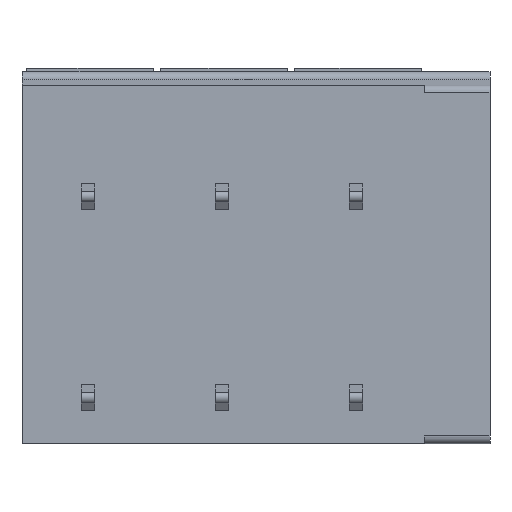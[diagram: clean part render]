
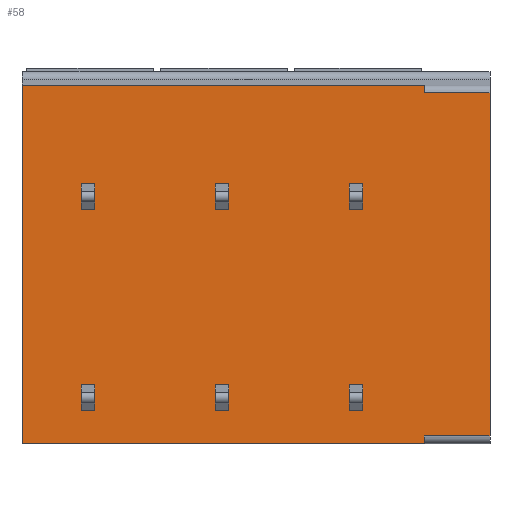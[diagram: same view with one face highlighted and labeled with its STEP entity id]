
A CAD part, front view. The second image highlights one B-rep face of the part: STEP entity #58.
In plain terms, the highlighted planar face has unit normal (0, -1, 0).
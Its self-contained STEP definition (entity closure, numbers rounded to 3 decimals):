
#58=ADVANCED_FACE('3581',(#286,#287,#288,#289,#290,#291,#292),#293,.T.);
#286=FACE_OUTER_BOUND('',#718,.T.);
#287=FACE_BOUND('',#719,.T.);
#288=FACE_BOUND('',#720,.T.);
#289=FACE_BOUND('',#721,.T.);
#290=FACE_BOUND('',#722,.T.);
#291=FACE_BOUND('',#723,.T.);
#292=FACE_BOUND('',#724,.T.);
#293=PLANE('',#725);
#718=EDGE_LOOP('',(#1240,#1241,#1242,#1243,#1244,#1245,#1246,#1247));
#719=EDGE_LOOP('',(#1248,#1249,#1250,#1251));
#720=EDGE_LOOP('',(#1252,#1253,#1254,#1255));
#721=EDGE_LOOP('',(#1256,#1257,#1258,#1259));
#722=EDGE_LOOP('',(#1260,#1261,#1262,#1263));
#723=EDGE_LOOP('',(#1264,#1265,#1266,#1267));
#724=EDGE_LOOP('',(#1268,#1269,#1270,#1271));
#725=AXIS2_PLACEMENT_3D('',#1272,#1273,#1274);
#1240=ORIENTED_EDGE('',*,*,#2860,.F.);
#1241=ORIENTED_EDGE('',*,*,#2908,.T.);
#1242=ORIENTED_EDGE('',*,*,#2909,.F.);
#1243=ORIENTED_EDGE('',*,*,#2910,.T.);
#1244=ORIENTED_EDGE('',*,*,#2911,.T.);
#1245=ORIENTED_EDGE('',*,*,#2912,.T.);
#1246=ORIENTED_EDGE('',*,*,#2913,.F.);
#1247=ORIENTED_EDGE('',*,*,#2914,.T.);
#1248=ORIENTED_EDGE('',*,*,#2915,.F.);
#1249=ORIENTED_EDGE('',*,*,#2916,.F.);
#1250=ORIENTED_EDGE('',*,*,#2917,.T.);
#1251=ORIENTED_EDGE('',*,*,#2918,.T.);
#1252=ORIENTED_EDGE('',*,*,#2919,.F.);
#1253=ORIENTED_EDGE('',*,*,#2920,.T.);
#1254=ORIENTED_EDGE('',*,*,#2921,.T.);
#1255=ORIENTED_EDGE('',*,*,#2922,.F.);
#1256=ORIENTED_EDGE('',*,*,#2923,.F.);
#1257=ORIENTED_EDGE('',*,*,#2924,.F.);
#1258=ORIENTED_EDGE('',*,*,#2925,.T.);
#1259=ORIENTED_EDGE('',*,*,#2926,.T.);
#1260=ORIENTED_EDGE('',*,*,#2927,.F.);
#1261=ORIENTED_EDGE('',*,*,#2928,.T.);
#1262=ORIENTED_EDGE('',*,*,#2929,.T.);
#1263=ORIENTED_EDGE('',*,*,#2930,.F.);
#1264=ORIENTED_EDGE('',*,*,#2931,.F.);
#1265=ORIENTED_EDGE('',*,*,#2932,.T.);
#1266=ORIENTED_EDGE('',*,*,#2933,.T.);
#1267=ORIENTED_EDGE('',*,*,#2934,.F.);
#1268=ORIENTED_EDGE('',*,*,#2935,.F.);
#1269=ORIENTED_EDGE('',*,*,#2936,.F.);
#1270=ORIENTED_EDGE('',*,*,#2937,.T.);
#1271=ORIENTED_EDGE('',*,*,#2938,.T.);
#1272=CARTESIAN_POINT('',(0.08,0.0,-12.97));
#1273=DIRECTION('',(0.0,-1.0,0.0));
#1274=DIRECTION('',(0.0,0.0,-1.0));
#2860=EDGE_CURVE('3781',#3430,#3432,#3433,.T.);
#2908=EDGE_CURVE('4313',#3430,#3518,#3520,.T.);
#2909=EDGE_CURVE('4171',#3521,#3518,#3522,.T.);
#2910=EDGE_CURVE('4175',#3521,#3523,#3524,.T.);
#2911=EDGE_CURVE('4119',#3523,#3525,#3526,.T.);
#2912=EDGE_CURVE('4176',#3525,#3527,#3528,.T.);
#2913=EDGE_CURVE('4172',#3529,#3527,#3530,.T.);
#2914=EDGE_CURVE('4318',#3529,#3432,#3531,.T.);
#2915=EDGE_CURVE('4182',#3532,#3533,#3534,.T.);
#2916=EDGE_CURVE('4185',#3535,#3532,#3536,.T.);
#2917=EDGE_CURVE('4181',#3535,#3537,#3538,.T.);
#2918=EDGE_CURVE('4179',#3537,#3533,#3539,.T.);
#2919=EDGE_CURVE('4184',#3540,#3541,#3542,.T.);
#2920=EDGE_CURVE('4183',#3540,#3543,#3544,.T.);
#2921=EDGE_CURVE('4180',#3543,#3545,#3546,.T.);
#2922=EDGE_CURVE('4178',#3541,#3545,#3547,.T.);
#2923=EDGE_CURVE('4289',#3548,#3549,#3550,.T.);
#2924=EDGE_CURVE('4292',#3551,#3548,#3552,.T.);
#2925=EDGE_CURVE('4288',#3551,#3553,#3554,.T.);
#2926=EDGE_CURVE('4286',#3553,#3549,#3555,.T.);
#2927=EDGE_CURVE('4291',#3556,#3557,#3558,.T.);
#2928=EDGE_CURVE('4290',#3556,#3559,#3560,.T.);
#2929=EDGE_CURVE('4287',#3559,#3561,#3562,.T.);
#2930=EDGE_CURVE('4285',#3557,#3561,#3563,.T.);
#2931=EDGE_CURVE('4012',#3564,#3565,#3566,.T.);
#2932=EDGE_CURVE('4011',#3564,#3567,#3568,.T.);
#2933=EDGE_CURVE('4008',#3567,#3569,#3570,.T.);
#2934=EDGE_CURVE('4006',#3565,#3569,#3571,.T.);
#2935=EDGE_CURVE('4010',#3572,#3573,#3574,.T.);
#2936=EDGE_CURVE('4013',#3575,#3572,#3576,.T.);
#2937=EDGE_CURVE('4009',#3575,#3577,#3578,.T.);
#2938=EDGE_CURVE('4007',#3577,#3573,#3579,.T.);
#3430=VERTEX_POINT('',#4344);
#3432=VERTEX_POINT('',#4347);
#3433=LINE('',#4348,#4349);
#3518=VERTEX_POINT('',#4469);
#3520=LINE('',#4472,#4473);
#3521=VERTEX_POINT('',#4474);
#3522=LINE('',#4475,#4476);
#3523=VERTEX_POINT('',#4477);
#3524=LINE('',#4478,#4479);
#3525=VERTEX_POINT('',#4480);
#3526=LINE('',#4481,#4482);
#3527=VERTEX_POINT('',#4483);
#3528=LINE('',#4484,#4485);
#3529=VERTEX_POINT('',#4486);
#3530=LINE('',#4487,#4488);
#3531=LINE('',#4489,#4490);
#3532=VERTEX_POINT('',#4491);
#3533=VERTEX_POINT('',#4492);
#3534=LINE('',#4493,#4494);
#3535=VERTEX_POINT('',#4495);
#3536=LINE('',#4496,#4497);
#3537=VERTEX_POINT('',#4498);
#3538=LINE('',#4499,#4500);
#3539=LINE('',#4501,#4502);
#3540=VERTEX_POINT('',#4503);
#3541=VERTEX_POINT('',#4504);
#3542=LINE('',#4505,#4506);
#3543=VERTEX_POINT('',#4507);
#3544=LINE('',#4508,#4509);
#3545=VERTEX_POINT('',#4510);
#3546=LINE('',#4511,#4512);
#3547=LINE('',#4513,#4514);
#3548=VERTEX_POINT('',#4515);
#3549=VERTEX_POINT('',#4516);
#3550=LINE('',#4517,#4518);
#3551=VERTEX_POINT('',#4519);
#3552=LINE('',#4520,#4521);
#3553=VERTEX_POINT('',#4522);
#3554=LINE('',#4523,#4524);
#3555=LINE('',#4525,#4526);
#3556=VERTEX_POINT('',#4527);
#3557=VERTEX_POINT('',#4528);
#3558=LINE('',#4529,#4530);
#3559=VERTEX_POINT('',#4531);
#3560=LINE('',#4532,#4533);
#3561=VERTEX_POINT('',#4534);
#3562=LINE('',#4535,#4536);
#3563=LINE('',#4537,#4538);
#3564=VERTEX_POINT('',#4539);
#3565=VERTEX_POINT('',#4540);
#3566=LINE('',#4541,#4542);
#3567=VERTEX_POINT('',#4543);
#3568=LINE('',#4544,#4545);
#3569=VERTEX_POINT('',#4546);
#3570=LINE('',#4547,#4548);
#3571=LINE('',#4549,#4550);
#3572=VERTEX_POINT('',#4551);
#3573=VERTEX_POINT('',#4552);
#3574=LINE('',#4553,#4554);
#3575=VERTEX_POINT('',#4555);
#3576=LINE('',#4556,#4557);
#3577=VERTEX_POINT('',#4558);
#3578=LINE('',#4559,#4560);
#3579=LINE('',#4561,#4562);
#4344=CARTESIAN_POINT('',(0.0,0.0,-26.57));
#4347=CARTESIAN_POINT('',(0.0,0.0,-12.97));
#4348=CARTESIAN_POINT('',(0.0,0.0,-26.57));
#4349=VECTOR('',#5646,13.6);
#4469=CARTESIAN_POINT('',(15.24,0.0,-26.57));
#4472=CARTESIAN_POINT('',(0.0,0.0,-26.57));
#4473=VECTOR('',#5716,15.24);
#4474=CARTESIAN_POINT('',(15.24,0.0,-26.27));
#4475=CARTESIAN_POINT('',(15.24,0.0,-26.27));
#4476=VECTOR('',#5717,0.3);
#4477=CARTESIAN_POINT('',(17.74,0.0,-26.27));
#4478=CARTESIAN_POINT('',(15.24,0.0,-26.27));
#4479=VECTOR('',#5718,2.5);
#4480=CARTESIAN_POINT('',(17.74,0.0,-13.27));
#4481=CARTESIAN_POINT('',(17.74,0.0,-26.27));
#4482=VECTOR('',#5719,13.0);
#4483=CARTESIAN_POINT('',(15.24,0.0,-13.27));
#4484=CARTESIAN_POINT('',(17.74,0.0,-13.27));
#4485=VECTOR('',#5720,2.5);
#4486=CARTESIAN_POINT('',(15.24,0.0,-12.97));
#4487=CARTESIAN_POINT('',(15.24,0.0,-12.97));
#4488=VECTOR('',#5721,0.3);
#4489=CARTESIAN_POINT('',(15.24,0.0,-12.97));
#4490=VECTOR('',#5722,15.24);
#4491=CARTESIAN_POINT('',(12.91,0.0,-24.32));
#4492=CARTESIAN_POINT('',(12.41,0.0,-24.32));
#4493=CARTESIAN_POINT('',(12.91,0.0,-24.32));
#4494=VECTOR('',#5723,0.5);
#4495=CARTESIAN_POINT('',(12.91,0.0,-25.32));
#4496=CARTESIAN_POINT('',(12.91,0.0,-25.32));
#4497=VECTOR('',#5724,1.0);
#4498=CARTESIAN_POINT('',(12.41,0.0,-25.32));
#4499=CARTESIAN_POINT('',(12.91,0.0,-25.32));
#4500=VECTOR('',#5725,0.5);
#4501=CARTESIAN_POINT('',(12.41,0.0,-25.32));
#4502=VECTOR('',#5726,1.0);
#4503=CARTESIAN_POINT('',(12.91,0.0,-17.7));
#4504=CARTESIAN_POINT('',(12.91,0.0,-16.7));
#4505=CARTESIAN_POINT('',(12.91,0.0,-17.7));
#4506=VECTOR('',#5727,1.0);
#4507=CARTESIAN_POINT('',(12.41,0.0,-17.7));
#4508=CARTESIAN_POINT('',(12.91,0.0,-17.7));
#4509=VECTOR('',#5728,0.5);
#4510=CARTESIAN_POINT('',(12.41,0.0,-16.7));
#4511=CARTESIAN_POINT('',(12.41,0.0,-17.7));
#4512=VECTOR('',#5729,1.0);
#4513=CARTESIAN_POINT('',(12.91,0.0,-16.7));
#4514=VECTOR('',#5730,0.5);
#4515=CARTESIAN_POINT('',(7.83,0.0,-24.32));
#4516=CARTESIAN_POINT('',(7.33,0.0,-24.32));
#4517=CARTESIAN_POINT('',(7.83,0.0,-24.32));
#4518=VECTOR('',#5731,0.5);
#4519=CARTESIAN_POINT('',(7.83,0.0,-25.32));
#4520=CARTESIAN_POINT('',(7.83,0.0,-25.32));
#4521=VECTOR('',#5732,1.0);
#4522=CARTESIAN_POINT('',(7.33,0.0,-25.32));
#4523=CARTESIAN_POINT('',(7.83,0.0,-25.32));
#4524=VECTOR('',#5733,0.5);
#4525=CARTESIAN_POINT('',(7.33,0.0,-25.32));
#4526=VECTOR('',#5734,1.0);
#4527=CARTESIAN_POINT('',(7.83,0.0,-17.7));
#4528=CARTESIAN_POINT('',(7.83,0.0,-16.7));
#4529=CARTESIAN_POINT('',(7.83,0.0,-17.7));
#4530=VECTOR('',#5735,1.0);
#4531=CARTESIAN_POINT('',(7.33,0.0,-17.7));
#4532=CARTESIAN_POINT('',(7.83,0.0,-17.7));
#4533=VECTOR('',#5736,0.5);
#4534=CARTESIAN_POINT('',(7.33,0.0,-16.7));
#4535=CARTESIAN_POINT('',(7.33,0.0,-17.7));
#4536=VECTOR('',#5737,1.0);
#4537=CARTESIAN_POINT('',(7.83,0.0,-16.7));
#4538=VECTOR('',#5738,0.5);
#4539=CARTESIAN_POINT('',(2.75,0.0,-17.7));
#4540=CARTESIAN_POINT('',(2.75,0.0,-16.7));
#4541=CARTESIAN_POINT('',(2.75,0.0,-17.7));
#4542=VECTOR('',#5739,1.0);
#4543=CARTESIAN_POINT('',(2.25,0.0,-17.7));
#4544=CARTESIAN_POINT('',(2.75,0.0,-17.7));
#4545=VECTOR('',#5740,0.5);
#4546=CARTESIAN_POINT('',(2.25,0.0,-16.7));
#4547=CARTESIAN_POINT('',(2.25,0.0,-17.7));
#4548=VECTOR('',#5741,1.0);
#4549=CARTESIAN_POINT('',(2.75,0.0,-16.7));
#4550=VECTOR('',#5742,0.5);
#4551=CARTESIAN_POINT('',(2.75,0.0,-24.32));
#4552=CARTESIAN_POINT('',(2.25,0.0,-24.32));
#4553=CARTESIAN_POINT('',(2.75,0.0,-24.32));
#4554=VECTOR('',#5743,0.5);
#4555=CARTESIAN_POINT('',(2.75,0.0,-25.32));
#4556=CARTESIAN_POINT('',(2.75,0.0,-25.32));
#4557=VECTOR('',#5744,1.0);
#4558=CARTESIAN_POINT('',(2.25,0.0,-25.32));
#4559=CARTESIAN_POINT('',(2.75,0.0,-25.32));
#4560=VECTOR('',#5745,0.5);
#4561=CARTESIAN_POINT('',(2.25,0.0,-25.32));
#4562=VECTOR('',#5746,1.0);
#5646=DIRECTION('',(0.0,0.0,1.0));
#5716=DIRECTION('',(1.0,0.0,0.0));
#5717=DIRECTION('',(0.0,0.0,-1.0));
#5718=DIRECTION('',(1.0,0.0,0.0));
#5719=DIRECTION('',(0.0,0.0,1.0));
#5720=DIRECTION('',(-1.0,0.0,0.0));
#5721=DIRECTION('',(0.0,0.0,-1.0));
#5722=DIRECTION('',(-1.0,0.0,0.0));
#5723=DIRECTION('',(-1.0,0.0,0.0));
#5724=DIRECTION('',(0.0,0.0,1.0));
#5725=DIRECTION('',(-1.0,0.0,0.0));
#5726=DIRECTION('',(0.0,0.0,1.0));
#5727=DIRECTION('',(0.0,0.0,1.0));
#5728=DIRECTION('',(-1.0,0.0,0.0));
#5729=DIRECTION('',(0.0,0.0,1.0));
#5730=DIRECTION('',(-1.0,0.0,0.0));
#5731=DIRECTION('',(-1.0,0.0,0.0));
#5732=DIRECTION('',(0.0,0.0,1.0));
#5733=DIRECTION('',(-1.0,0.0,0.0));
#5734=DIRECTION('',(0.0,0.0,1.0));
#5735=DIRECTION('',(0.0,0.0,1.0));
#5736=DIRECTION('',(-1.0,0.0,0.0));
#5737=DIRECTION('',(0.0,0.0,1.0));
#5738=DIRECTION('',(-1.0,0.0,0.0));
#5739=DIRECTION('',(0.0,0.0,1.0));
#5740=DIRECTION('',(-1.0,0.0,0.0));
#5741=DIRECTION('',(0.0,0.0,1.0));
#5742=DIRECTION('',(-1.0,0.0,0.0));
#5743=DIRECTION('',(-1.0,0.0,0.0));
#5744=DIRECTION('',(0.0,0.0,1.0));
#5745=DIRECTION('',(-1.0,0.0,0.0));
#5746=DIRECTION('',(0.0,0.0,1.0));
